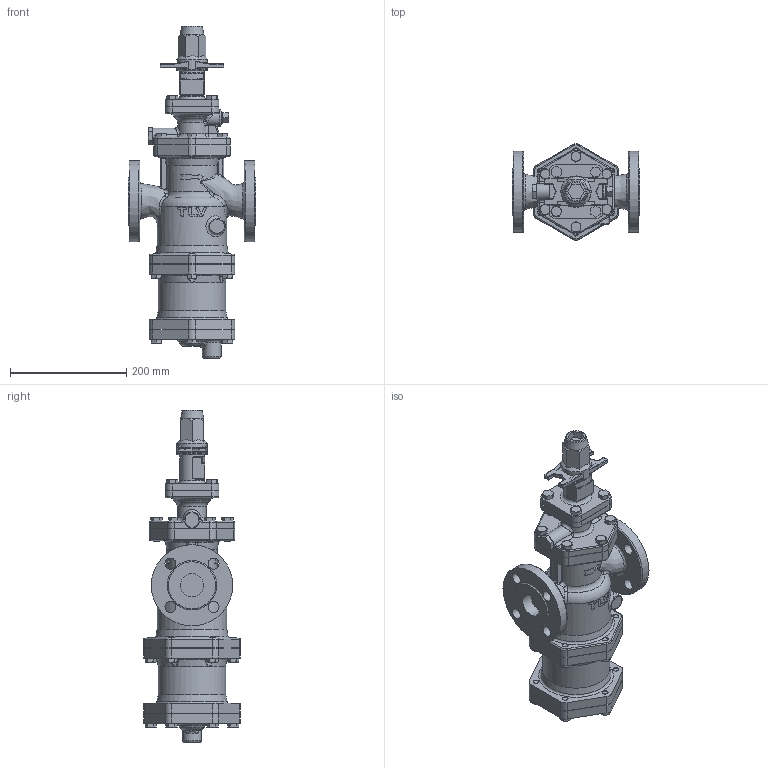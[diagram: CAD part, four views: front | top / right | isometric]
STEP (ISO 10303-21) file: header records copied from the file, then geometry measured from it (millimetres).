
FILE_DESCRIPTION(/* description */ (''),/* implementation_level */ '2;1');
FILE_NAME(/* name */ 'cos16-040-jis16-00.stp',/* time_stamp */ '2017-11-17T14:21:48+09:00',/* author */ ('nakaot'),/* organization */ (''),/* preprocessor_version */ 'ST-DEVELOPER v15.6',/* originating_system */ 'Autodesk Inventor 2015',/* authorisation */ '');
FILE_SCHEMA (('CONFIG_CONTROL_DESIGN'));
Length unit declared in the file: millimetre
Products named in the file (1): cos16-040-jis16-00
Bounding box: 220 x 166.02 x 572 mm (x, y, z)
Volume: 5507894.6 mm3; surface area: 524549.7 mm2
Topology: 6 solids, 6 shells, 1059 faces, 2553 edges, 1548 vertices
Faces by surface type: plane 391, cylinder 255, bspline 188, cone 135, torus 74, sphere 16
Full cylindrical faces by diameter (mm): 8.376 x22, 10 x22, 12 x22, 17.475 x1, 19 x8, 27 x1, 28 x1, 32 x1, 40 x2, 42 x1, 45 x1, 52 x1, 80 x4, 116 x1, 120 x1, 140 x2
Entity records: 37757 total; most frequent: CARTESIAN_POINT 15549, ORIENTED_EDGE 4664, DIRECTION 4282, EDGE_CURVE 2332, AXIS2_PLACEMENT_3D 1728, VERTEX_POINT 1487, EDGE_LOOP 1321, FACE_OUTER_BOUND 1059
